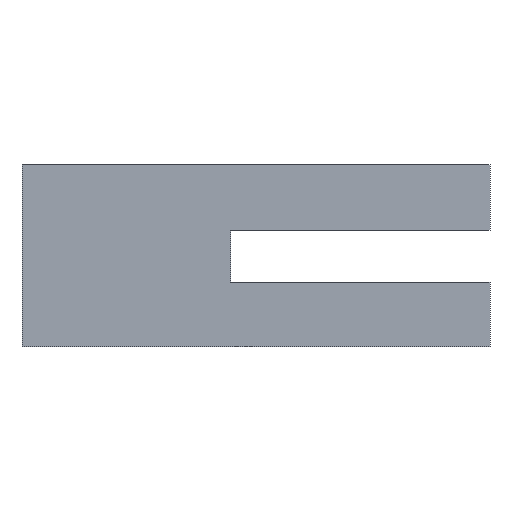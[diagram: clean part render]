
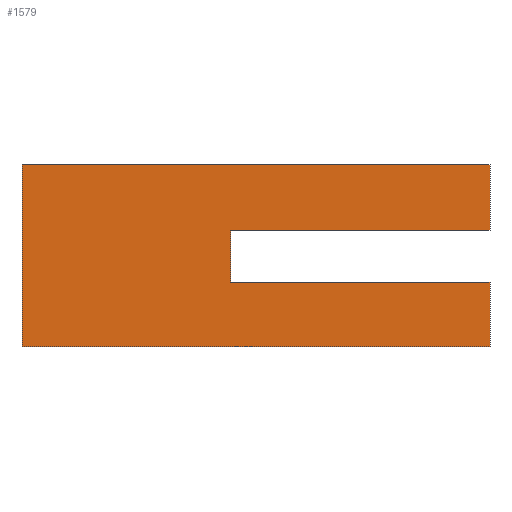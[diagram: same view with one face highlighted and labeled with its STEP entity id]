
A CAD part, front view. The second image highlights one B-rep face of the part: STEP entity #1579.
In plain terms, the highlighted planar face has unit normal (0, -1, 0).
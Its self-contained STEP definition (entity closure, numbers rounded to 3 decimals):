
#178=CARTESIAN_POINT('',(-60.1,-20.0,14.0));
#179=VERTEX_POINT('',#178);
#186=CARTESIAN_POINT('',(11.9,-20.0,14.0));
#187=VERTEX_POINT('',#186);
#188=CARTESIAN_POINT('',(-60.1,-20.0,14.0));
#189=DIRECTION('',(1.0,0.,0.0));
#190=VECTOR('',#189,72.0);
#191=LINE('',#188,#190);
#192=EDGE_CURVE('',#179,#187,#191,.T.);
#325=CARTESIAN_POINT('',(-60.1,-20.0,-14.0));
#326=VERTEX_POINT('',#325);
#333=CARTESIAN_POINT('',(-60.1,-20.0,14.0));
#334=DIRECTION('',(0.0,0.0,-1.0));
#335=VECTOR('',#334,28.0);
#336=LINE('',#333,#335);
#337=EDGE_CURVE('',#179,#326,#336,.T.);
#557=CARTESIAN_POINT('',(11.9,-20.0,4.0));
#558=VERTEX_POINT('',#557);
#565=CARTESIAN_POINT('',(-28.0,-20.0,4.0));
#566=VERTEX_POINT('',#565);
#567=CARTESIAN_POINT('',(-28.0,-20.0,4.0));
#568=DIRECTION('',(1.0,0.,0.));
#569=VECTOR('',#568,39.9);
#570=LINE('',#567,#569);
#571=EDGE_CURVE('',#566,#558,#570,.T.);
#1292=CARTESIAN_POINT('',(11.9,-20.0,-14.0));
#1293=VERTEX_POINT('',#1292);
#1300=CARTESIAN_POINT('',(-60.1,-20.0,-14.0));
#1301=DIRECTION('',(1.0,0.,0.0));
#1302=VECTOR('',#1301,72.0);
#1303=LINE('',#1300,#1302);
#1304=EDGE_CURVE('',#326,#1293,#1303,.T.);
#1478=CARTESIAN_POINT('',(11.9,-20.0,-4.0));
#1479=VERTEX_POINT('',#1478);
#1486=CARTESIAN_POINT('',(11.9,-20.0,-4.0));
#1487=DIRECTION('',(0.0,0.0,-1.0));
#1488=VECTOR('',#1487,10.0);
#1489=LINE('',#1486,#1488);
#1490=EDGE_CURVE('',#1479,#1293,#1489,.T.);
#1547=CARTESIAN_POINT('',(11.9,-20.0,14.0));
#1548=DIRECTION('',(0.,1.0,0.0));
#1549=DIRECTION('',(-1.0,0.,0.0));
#1550=AXIS2_PLACEMENT_3D('',#1547,#1548,#1549);
#1551=PLANE('',#1550);
#1552=ORIENTED_EDGE('',*,*,#1490,.F.);
#1553=CARTESIAN_POINT('',(-28.0,-20.0,-4.0));
#1554=VERTEX_POINT('',#1553);
#1555=CARTESIAN_POINT('',(11.9,-20.0,-4.0));
#1556=DIRECTION('',(-1.0,0.,0.));
#1557=VECTOR('',#1556,39.9);
#1558=LINE('',#1555,#1557);
#1559=EDGE_CURVE('',#1479,#1554,#1558,.T.);
#1560=ORIENTED_EDGE('',*,*,#1559,.T.);
#1561=CARTESIAN_POINT('',(-28.0,-20.0,-4.0));
#1562=DIRECTION('',(0.0,0.0,1.0));
#1563=VECTOR('',#1562,8.0);
#1564=LINE('',#1561,#1563);
#1565=EDGE_CURVE('',#1554,#566,#1564,.T.);
#1566=ORIENTED_EDGE('',*,*,#1565,.T.);
#1567=ORIENTED_EDGE('',*,*,#571,.T.);
#1568=CARTESIAN_POINT('',(11.9,-20.0,14.0));
#1569=DIRECTION('',(0.0,0.0,-1.0));
#1570=VECTOR('',#1569,10.0);
#1571=LINE('',#1568,#1570);
#1572=EDGE_CURVE('',#187,#558,#1571,.T.);
#1573=ORIENTED_EDGE('',*,*,#1572,.F.);
#1574=ORIENTED_EDGE('',*,*,#192,.F.);
#1575=ORIENTED_EDGE('',*,*,#337,.T.);
#1576=ORIENTED_EDGE('',*,*,#1304,.T.);
#1577=EDGE_LOOP('',(#1552,#1560,#1566,#1567,#1573,#1574,#1575,#1576));
#1578=FACE_BOUND('',#1577,.T.);
#1579=ADVANCED_FACE('',(#1578),#1551,.F.);
